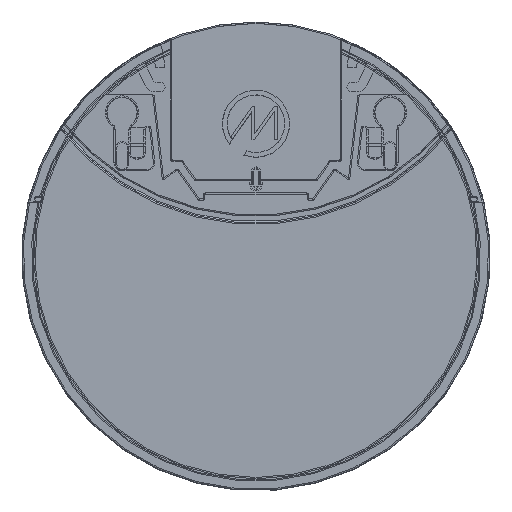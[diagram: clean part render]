
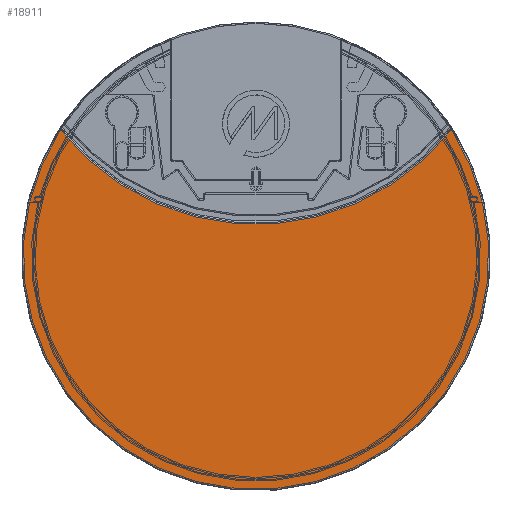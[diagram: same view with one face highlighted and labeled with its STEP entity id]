
A CAD part, front view. The second image highlights one B-rep face of the part: STEP entity #18911.
In plain terms, the highlighted planar face has unit normal (0, -1, 0).
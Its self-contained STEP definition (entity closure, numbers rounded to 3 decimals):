
#2503=FACE_OUTER_BOUND('',#3707,.T.);
#3707=EDGE_LOOP('',(#15922,#15923));
#6926=CIRCLE('',#20489,37.214);
#6929=CIRCLE('',#20493,34.769);
#8112=VERTEX_POINT('',#38023);
#8360=VERTEX_POINT('',#40895);
#10772=EDGE_CURVE('',#8360,#8112,#6926,.T.);
#10775=EDGE_CURVE('',#8112,#8360,#6929,.T.);
#15922=ORIENTED_EDGE('',*,*,#10772,.T.);
#15923=ORIENTED_EDGE('',*,*,#10775,.T.);
#17925=PLANE('',#20749);
#18911=ADVANCED_FACE('',(#2503),#17925,.T.);
#20489=AXIS2_PLACEMENT_3D('',#40986,#24337,#24338);
#20493=AXIS2_PLACEMENT_3D('',#40990,#24345,#24346);
#20749=AXIS2_PLACEMENT_3D('',#42708,#24970,#24971);
#24337=DIRECTION('center_axis',(0.,1.,0.));
#24338=DIRECTION('ref_axis',(-0.439,0.,-0.899));
#24345=DIRECTION('center_axis',(0.,-1.,0.));
#24346=DIRECTION('ref_axis',(-0.88,0.,-0.474));
#24970=DIRECTION('center_axis',(0.,-1.,0.));
#24971=DIRECTION('ref_axis',(0.,0.,
1.));
#38023=CARTESIAN_POINT('',(-29.18,-293.,18.904));
#40895=CARTESIAN_POINT('',(29.18,-293.,18.904));
#40986=CARTESIAN_POINT('Origin',(0.,-293.,42.));
#40990=CARTESIAN_POINT('Origin',(0.,-293.,0.));
#42708=CARTESIAN_POINT('Origin',(10.889,-293.,12.98));
